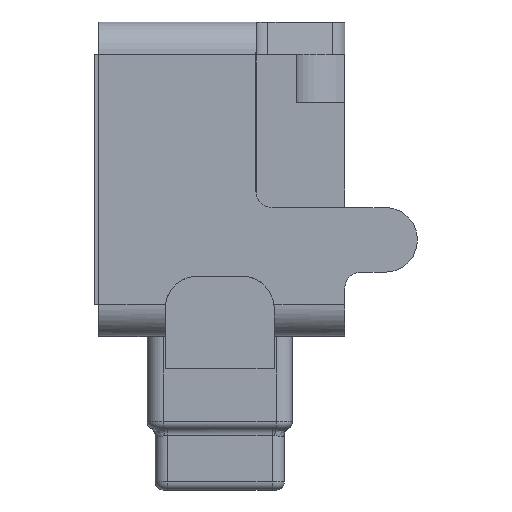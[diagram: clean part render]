
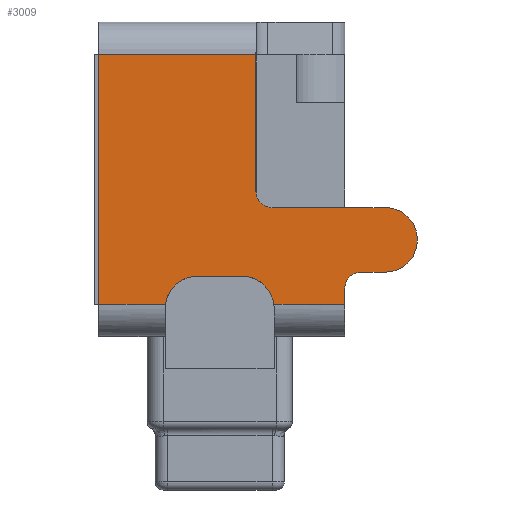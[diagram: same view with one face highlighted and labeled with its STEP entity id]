
A CAD part, left-side view. The second image highlights one B-rep face of the part: STEP entity #3009.
In plain terms, the highlighted face is planar.
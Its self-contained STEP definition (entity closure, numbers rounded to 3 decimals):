
#49 = ORIENTED_EDGE ( 'NONE', *, *, #6875, .F. ) ;
#51 = ORIENTED_EDGE ( 'NONE', *, *, #1478, .T. ) ;
#173 = CARTESIAN_POINT ( 'NONE',  ( 1.925, -0.875, 0.675 ) ) ;
#292 = EDGE_CURVE ( 'NONE', #4136, #4127, #4359, .T. ) ;
#412 = EDGE_CURVE ( 'NONE', #821, #1097, #3646, .T. ) ;
#495 = DIRECTION ( 'NONE',  ( 0., 0., -1. ) ) ;
#544 = VECTOR ( 'NONE', #3081, 1000. ) ;
#595 = DIRECTION ( 'NONE',  ( 0., 1., 0. ) ) ;
#629 = ORIENTED_EDGE ( 'NONE', *, *, #2238, .T. ) ;
#669 = EDGE_CURVE ( 'NONE', #6117, #2970, #1032, .T. ) ;
#686 = DIRECTION ( 'NONE',  ( 0., -1., 0. ) ) ;
#710 = DIRECTION ( 'NONE',  ( -1., 0., 0. ) ) ;
#742 = AXIS2_PLACEMENT_3D ( 'NONE', #2566, #5266, #6371 ) ;
#821 = VERTEX_POINT ( 'NONE', #6758 ) ;
#854 = VECTOR ( 'NONE', #3937, 1000. ) ;
#858 = LINE ( 'NONE', #2360, #2241 ) ;
#937 = VERTEX_POINT ( 'NONE', #4602 ) ;
#940 = AXIS2_PLACEMENT_3D ( 'NONE', #2134, #2116, #7106 ) ;
#1032 = LINE ( 'NONE', #3133, #544 ) ;
#1082 = CARTESIAN_POINT ( 'NONE',  ( 1.925, -0.137, 0.6 ) ) ;
#1085 = CIRCLE ( 'NONE', #5114, 0.1 ) ;
#1097 = VERTEX_POINT ( 'NONE', #1509 ) ;
#1101 = DIRECTION ( 'NONE',  ( 0., -1., 0. ) ) ;
#1117 = VERTEX_POINT ( 'NONE', #2227 ) ;
#1172 = FACE_OUTER_BOUND ( 'NONE', #6092, .T. ) ;
#1208 = VERTEX_POINT ( 'NONE', #1411 ) ;
#1247 = DIRECTION ( 'NONE',  ( 0., 0., 1. ) ) ;
#1341 = ORIENTED_EDGE ( 'NONE', *, *, #2230, .F. ) ;
#1348 = DIRECTION ( 'NONE',  ( 0., 0., -1. ) ) ;
#1411 = CARTESIAN_POINT ( 'NONE',  ( 1.925, -0.875, 0.575 ) ) ;
#1426 = VECTOR ( 'NONE', #2253, 1000. ) ;
#1478 = EDGE_CURVE ( 'NONE', #4127, #821, #1529, .T. ) ;
#1509 = CARTESIAN_POINT ( 'NONE',  ( 1.925, -0.225, 0.075 ) ) ;
#1529 = LINE ( 'NONE', #5100, #5823 ) ;
#1567 = DIRECTION ( 'NONE',  ( 1., 0., 0. ) ) ;
#1581 = ORIENTED_EDGE ( 'NONE', *, *, #412, .T. ) ;
#1860 = CARTESIAN_POINT ( 'NONE',  ( 1.925, 0.75, -0.775 ) ) ;
#1878 = CARTESIAN_POINT ( 'NONE',  ( 1.925, 0.138, 0.6 ) ) ;
#2012 = CIRCLE ( 'NONE', #6152, 0.2 ) ;
#2067 = CARTESIAN_POINT ( 'NONE',  ( 1.925, -0.237, 0.975 ) ) ;
#2116 = DIRECTION ( 'NONE',  ( 1., 0., 0. ) ) ;
#2134 = CARTESIAN_POINT ( 'NONE',  ( 1.925, -1.025, 0.375 ) ) ;
#2227 = CARTESIAN_POINT ( 'NONE',  ( 1.925, -0.336, 0.775 ) ) ;
#2230 = EDGE_CURVE ( 'NONE', #937, #1117, #6075, .T. ) ;
#2238 = EDGE_CURVE ( 'NONE', #937, #6214, #6431, .T. ) ;
#2241 = VECTOR ( 'NONE', #5698, 1000. ) ;
#2253 = DIRECTION ( 'NONE',  ( 0., 1., 0. ) ) ;
#2274 = ORIENTED_EDGE ( 'NONE', *, *, #669, .F. ) ;
#2360 = CARTESIAN_POINT ( 'NONE',  ( 1.925, -0.237, 0.6 ) ) ;
#2414 = LINE ( 'NONE', #4715, #2656 ) ;
#2483 = EDGE_CURVE ( 'NONE', #5247, #6117, #2414, .T. ) ;
#2524 = ORIENTED_EDGE ( 'NONE', *, *, #292, .T. ) ;
#2566 = CARTESIAN_POINT ( 'NONE',  ( 1.925, 0.138, 0.8 ) ) ;
#2656 = VECTOR ( 'NONE', #7007, 1000. ) ;
#2754 = LINE ( 'NONE', #6803, #6689 ) ;
#2859 = DIRECTION ( 'NONE',  ( 0., -1., 0. ) ) ;
#2884 = CARTESIAN_POINT ( 'NONE',  ( 1.925, -1.025, 0.175 ) ) ;
#2970 = VERTEX_POINT ( 'NONE', #1860 ) ;
#3009 = ADVANCED_FACE ( 'NONE', ( #1172 ), #3789, .T. ) ;
#3050 = ORIENTED_EDGE ( 'NONE', *, *, #3838, .T. ) ;
#3081 = DIRECTION ( 'NONE',  ( 0., 0., -1. ) ) ;
#3133 = CARTESIAN_POINT ( 'NONE',  ( 1.925, 0.75, 0. ) ) ;
#3143 = VERTEX_POINT ( 'NONE', #1082 ) ;
#3168 = CARTESIAN_POINT ( 'NONE',  ( 1.925, -0.775, 0.675 ) ) ;
#3265 = CIRCLE ( 'NONE', #742, 0.2 ) ;
#3295 = CARTESIAN_POINT ( 'NONE',  ( 1.925, 0.336, 0.775 ) ) ;
#3339 = DIRECTION ( 'NONE',  ( -1., 0., 0. ) ) ;
#3430 = AXIS2_PLACEMENT_3D ( 'NONE', #2067, #1567, #495 ) ;
#3469 = CARTESIAN_POINT ( 'NONE',  ( 1.925, -0.237, 0.775 ) ) ;
#3548 = AXIS2_PLACEMENT_3D ( 'NONE', #6257, #4544, #2859 ) ;
#3560 = EDGE_CURVE ( 'NONE', #3143, #1117, #2012, .T. ) ;
#3569 = CARTESIAN_POINT ( 'NONE',  ( 1.925, -0.225, -0.975 ) ) ;
#3618 = LINE ( 'NONE', #5072, #3966 ) ;
#3646 = CIRCLE ( 'NONE', #3548, 0.1 ) ;
#3688 = EDGE_CURVE ( 'NONE', #1208, #4136, #2754, .T. ) ;
#3748 = ORIENTED_EDGE ( 'NONE', *, *, #5649, .T. ) ;
#3789 = PLANE ( 'NONE',  #3430 ) ;
#3838 = EDGE_CURVE ( 'NONE', #1097, #4444, #5135, .T. ) ;
#3937 = DIRECTION ( 'NONE',  ( 0., 0., -1. ) ) ;
#3966 = VECTOR ( 'NONE', #5770, 1000. ) ;
#4127 = VERTEX_POINT ( 'NONE', #2884 ) ;
#4136 = VERTEX_POINT ( 'NONE', #4587 ) ;
#4278 = ORIENTED_EDGE ( 'NONE', *, *, #3688, .T. ) ;
#4359 = CIRCLE ( 'NONE', #940, 0.2 ) ;
#4444 = VERTEX_POINT ( 'NONE', #6935 ) ;
#4457 = VERTEX_POINT ( 'NONE', #1878 ) ;
#4544 = DIRECTION ( 'NONE',  ( -1., 0., 0. ) ) ;
#4587 = CARTESIAN_POINT ( 'NONE',  ( 1.925, -1.025, 0.575 ) ) ;
#4602 = CARTESIAN_POINT ( 'NONE',  ( 1.925, -0.775, 0.775 ) ) ;
#4715 = CARTESIAN_POINT ( 'NONE',  ( 1.925, -0.237, 0.775 ) ) ;
#5026 = CARTESIAN_POINT ( 'NONE',  ( 1.925, -0.137, 0.8 ) ) ;
#5072 = CARTESIAN_POINT ( 'NONE',  ( 1.925, -0.237, -0.775 ) ) ;
#5100 = CARTESIAN_POINT ( 'NONE',  ( 1.925, -0.237, 0.175 ) ) ;
#5114 = AXIS2_PLACEMENT_3D ( 'NONE', #173, #710, #1247 ) ;
#5135 = LINE ( 'NONE', #3569, #5830 ) ;
#5208 = ORIENTED_EDGE ( 'NONE', *, *, #5330, .T. ) ;
#5247 = VERTEX_POINT ( 'NONE', #3295 ) ;
#5266 = DIRECTION ( 'NONE',  ( -1., 0., 0. ) ) ;
#5330 = EDGE_CURVE ( 'NONE', #5247, #4457, #3265, .T. ) ;
#5637 = CARTESIAN_POINT ( 'NONE',  ( 1.925, -0.775, 0.975 ) ) ;
#5649 = EDGE_CURVE ( 'NONE', #4457, #3143, #858, .T. ) ;
#5654 = ORIENTED_EDGE ( 'NONE', *, *, #2483, .F. ) ;
#5698 = DIRECTION ( 'NONE',  ( 0., -1., 0. ) ) ;
#5770 = DIRECTION ( 'NONE',  ( 0., -1., 0. ) ) ;
#5823 = VECTOR ( 'NONE', #595, 1000. ) ;
#5830 = VECTOR ( 'NONE', #1348, 1000. ) ;
#6075 = LINE ( 'NONE', #3469, #1426 ) ;
#6092 = EDGE_LOOP ( 'NONE', ( #6109, #4278, #2524, #51, #1581, #3050, #49, #2274, #5654, #5208, #3748, #7057, #1341, #629 ) ) ;
#6109 = ORIENTED_EDGE ( 'NONE', *, *, #6136, .T. ) ;
#6117 = VERTEX_POINT ( 'NONE', #6135 ) ;
#6135 = CARTESIAN_POINT ( 'NONE',  ( 1.925, 0.75, 0.775 ) ) ;
#6136 = EDGE_CURVE ( 'NONE', #6214, #1208, #1085, .T. ) ;
#6152 = AXIS2_PLACEMENT_3D ( 'NONE', #5026, #3339, #1101 ) ;
#6214 = VERTEX_POINT ( 'NONE', #3168 ) ;
#6257 = CARTESIAN_POINT ( 'NONE',  ( 1.925, -0.325, 0.075 ) ) ;
#6371 = DIRECTION ( 'NONE',  ( 0., 1., 0. ) ) ;
#6431 = LINE ( 'NONE', #5637, #854 ) ;
#6689 = VECTOR ( 'NONE', #686, 1000. ) ;
#6758 = CARTESIAN_POINT ( 'NONE',  ( 1.925, -0.325, 0.175 ) ) ;
#6803 = CARTESIAN_POINT ( 'NONE',  ( 1.925, -0.237, 0.575 ) ) ;
#6875 = EDGE_CURVE ( 'NONE', #2970, #4444, #3618, .T. ) ;
#6935 = CARTESIAN_POINT ( 'NONE',  ( 1.925, -0.225, -0.775 ) ) ;
#7007 = DIRECTION ( 'NONE',  ( 0., 1., 0. ) ) ;
#7057 = ORIENTED_EDGE ( 'NONE', *, *, #3560, .T. ) ;
#7106 = DIRECTION ( 'NONE',  ( 0., 0., 1. ) ) ;
